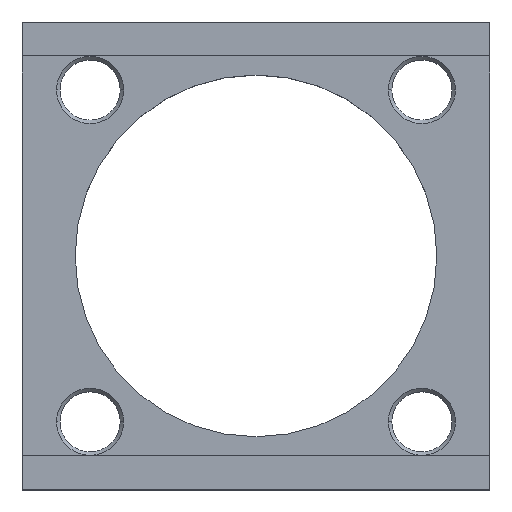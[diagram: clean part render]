
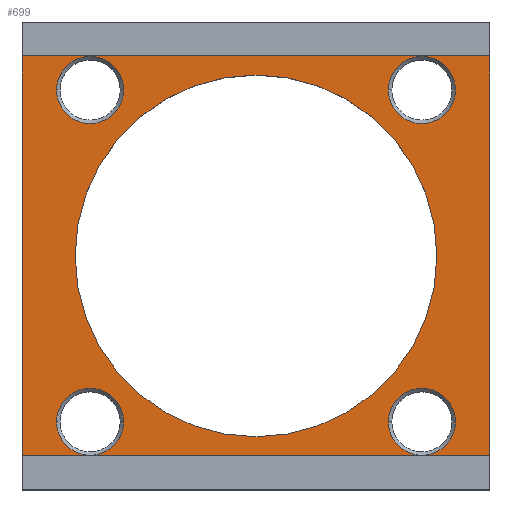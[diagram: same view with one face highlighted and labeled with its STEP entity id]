
A CAD part, top view. The second image highlights one B-rep face of the part: STEP entity #699.
In plain terms, the highlighted planar face has unit normal (0, 0, 1).
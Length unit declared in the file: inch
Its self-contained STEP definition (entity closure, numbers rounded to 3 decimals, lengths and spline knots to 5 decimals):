
#6 = CARTESIAN_POINT ( 'NONE',  ( 1.175, 0.2, 0.25 ) ) ;
#25 = CARTESIAN_POINT ( 'NONE',  ( 0.2, 0.2, 0.25 ) ) ;
#38 = EDGE_CURVE ( 'NONE', #443, #626, #886, .T. ) ;
#46 = EDGE_LOOP ( 'NONE', ( #73, #335 ) ) ;
#47 = ORIENTED_EDGE ( 'NONE', *, *, #89, .F. ) ;
#48 = AXIS2_PLACEMENT_3D ( 'NONE', #86, #689, #254 ) ;
#49 = CARTESIAN_POINT ( 'NONE',  ( 0.6875, 0.6875, 0.25 ) ) ;
#56 = CARTESIAN_POINT ( 'NONE',  ( 0.2985, 0.2, 0.25 ) ) ;
#64 = CIRCLE ( 'NONE', #373, 0.0985 ) ;
#65 = AXIS2_PLACEMENT_3D ( 'NONE', #813, #82, #183 ) ;
#72 = CARTESIAN_POINT ( 'NONE',  ( 1.375, 0.1, 0.25 ) ) ;
#73 = ORIENTED_EDGE ( 'NONE', *, *, #479, .T. ) ;
#82 = DIRECTION ( 'NONE',  ( 0., 0., -1. ) ) ;
#84 = CIRCLE ( 'NONE', #904, 0.0985 ) ;
#86 = CARTESIAN_POINT ( 'NONE',  ( 1.175, 1.175, 0.25 ) ) ;
#89 = EDGE_CURVE ( 'NONE', #264, #804, #272, .T. ) ;
#99 = DIRECTION ( 'NONE',  ( 0., 0., 1. ) ) ;
#102 = EDGE_CURVE ( 'NONE', #579, #365, #521, .T. ) ;
#106 = VECTOR ( 'NONE', #658, 39.37008 ) ;
#112 = CARTESIAN_POINT ( 'NONE',  ( 1.2735, 0.2, 0.25 ) ) ;
#111 = FACE_BOUND ( 'NONE', #303, .T. ) ;
#119 = DIRECTION ( 'NONE',  ( 0., 0., -1. ) ) ;
#123 = ORIENTED_EDGE ( 'NONE', *, *, #102, .T. ) ;
#131 = CARTESIAN_POINT ( 'NONE',  ( 0.1015, 0.2, 0.25 ) ) ;
#135 = CARTESIAN_POINT ( 'NONE',  ( 1.375, 1.275, 0.25 ) ) ;
#142 = AXIS2_PLACEMENT_3D ( 'NONE', #25, #755, #465 ) ;
#156 = ORIENTED_EDGE ( 'NONE', *, *, #701, .F. ) ;
#162 = FACE_BOUND ( 'NONE', #350, .T. ) ;
#169 = DIRECTION ( 'NONE',  ( -1., 0., 0. ) ) ;
#170 = EDGE_LOOP ( 'NONE', ( #459, #389 ) ) ;
#181 = AXIS2_PLACEMENT_3D ( 'NONE', #49, #567, #645 ) ;
#183 = DIRECTION ( 'NONE',  ( 0., 1., 0. ) ) ;
#185 = VERTEX_POINT ( 'NONE', #808 ) ;
#189 = FACE_OUTER_BOUND ( 'NONE', #310, .T. ) ;
#198 = VECTOR ( 'NONE', #669, 39.37008 ) ;
#207 = DIRECTION ( 'NONE',  ( 0., 1., 0. ) ) ;
#209 = CARTESIAN_POINT ( 'NONE',  ( 0.2, 0.2, 0.25 ) ) ;
#213 = VERTEX_POINT ( 'NONE', #577 ) ;
#217 = CARTESIAN_POINT ( 'NONE',  ( 0., 0.1, 0.25 ) ) ;
#226 = VERTEX_POINT ( 'NONE', #131 ) ;
#239 = DIRECTION ( 'NONE',  ( 0., -1., 0. ) ) ;
#246 = EDGE_CURVE ( 'NONE', #365, #579, #84, .T. ) ;
#254 = DIRECTION ( 'NONE',  ( 0., 1., 0. ) ) ;
#255 = CARTESIAN_POINT ( 'NONE',  ( 0.2985, 1.175, 0.25 ) ) ;
#264 = VERTEX_POINT ( 'NONE', #514 ) ;
#272 = CIRCLE ( 'NONE', #181, 0.5315 ) ;
#284 = PLANE ( 'NONE',  #795 ) ;
#287 = EDGE_CURVE ( 'NONE', #185, #706, #742, .T. ) ;
#290 = ORIENTED_EDGE ( 'NONE', *, *, #937, .F. ) ;
#298 = DIRECTION ( 'NONE',  ( 0., 0., -1. ) ) ;
#299 = EDGE_CURVE ( 'NONE', #213, #706, #568, .T. ) ;
#303 = EDGE_LOOP ( 'NONE', ( #290, #47 ) ) ;
#310 = EDGE_LOOP ( 'NONE', ( #716, #820, #156, #599 ) ) ;
#313 = CARTESIAN_POINT ( 'NONE',  ( 1.0765, 0.2, 0.25 ) ) ;
#314 = VERTEX_POINT ( 'NONE', #671 ) ;
#329 = DIRECTION ( 'NONE',  ( 0., 0., -1. ) ) ;
#335 = ORIENTED_EDGE ( 'NONE', *, *, #876, .T. ) ;
#340 = CARTESIAN_POINT ( 'NONE',  ( 0.1015, 1.175, 0.25 ) ) ;
#344 = AXIS2_PLACEMENT_3D ( 'NONE', #480, #99, #746 ) ;
#346 = CARTESIAN_POINT ( 'NONE',  ( 1.219, 0.6875, 0.25 ) ) ;
#350 = EDGE_LOOP ( 'NONE', ( #123, #610 ) ) ;
#363 = DIRECTION ( 'NONE',  ( 0., 0., -1. ) ) ;
#365 = VERTEX_POINT ( 'NONE', #340 ) ;
#373 = AXIS2_PLACEMENT_3D ( 'NONE', #209, #650, #708 ) ;
#389 = ORIENTED_EDGE ( 'NONE', *, *, #38, .T. ) ;
#395 = CIRCLE ( 'NONE', #48, 0.0985 ) ;
#436 = EDGE_CURVE ( 'NONE', #314, #213, #463, .T. ) ;
#443 = VERTEX_POINT ( 'NONE', #313 ) ;
#446 = CARTESIAN_POINT ( 'NONE',  ( 1.375, 1.275, 0.25 ) ) ;
#454 = DIRECTION ( 'NONE',  ( 0., 1., 0. ) ) ;
#459 = ORIENTED_EDGE ( 'NONE', *, *, #799, .T. ) ;
#463 = LINE ( 'NONE', #817, #792 ) ;
#465 = DIRECTION ( 'NONE',  ( 0., 1., 0. ) ) ;
#466 = AXIS2_PLACEMENT_3D ( 'NONE', #826, #329, #899 ) ;
#479 = EDGE_CURVE ( 'NONE', #617, #587, #395, .T. ) ;
#480 = CARTESIAN_POINT ( 'NONE',  ( 0.6875, 0.6875, 0.25 ) ) ;
#497 = CARTESIAN_POINT ( 'NONE',  ( 1.2735, 1.175, 0.25 ) ) ;
#514 = CARTESIAN_POINT ( 'NONE',  ( 0.156, 0.6875, 0.25 ) ) ;
#521 = CIRCLE ( 'NONE', #551, 0.0985 ) ;
#541 = ORIENTED_EDGE ( 'NONE', *, *, #653, .T. ) ;
#548 = VECTOR ( 'NONE', #239, 39.37008 ) ;
#551 = AXIS2_PLACEMENT_3D ( 'NONE', #573, #119, #207 ) ;
#561 = FACE_BOUND ( 'NONE', #46, .T. ) ;
#567 = DIRECTION ( 'NONE',  ( 0., 0., 1. ) ) ;
#568 = LINE ( 'NONE', #606, #548 ) ;
#573 = CARTESIAN_POINT ( 'NONE',  ( 0.2, 1.175, 0.25 ) ) ;
#577 = CARTESIAN_POINT ( 'NONE',  ( 0., 1.275, 0.25 ) ) ;
#579 = VERTEX_POINT ( 'NONE', #255 ) ;
#587 = VERTEX_POINT ( 'NONE', #764 ) ;
#595 = CIRCLE ( 'NONE', #142, 0.0985 ) ;
#599 = ORIENTED_EDGE ( 'NONE', *, *, #436, .T. ) ;
#606 = CARTESIAN_POINT ( 'NONE',  ( 0., 1.275, 0.25 ) ) ;
#610 = ORIENTED_EDGE ( 'NONE', *, *, #246, .T. ) ;
#617 = VERTEX_POINT ( 'NONE', #497 ) ;
#626 = VERTEX_POINT ( 'NONE', #112 ) ;
#645 = DIRECTION ( 'NONE',  ( 1., 0., 0. ) ) ;
#650 = DIRECTION ( 'NONE',  ( 0., 0., -1. ) ) ;
#653 = EDGE_CURVE ( 'NONE', #226, #684, #64, .T. ) ;
#658 = DIRECTION ( 'NONE',  ( 0., -1., 0. ) ) ;
#668 = EDGE_LOOP ( 'NONE', ( #922, #541 ) ) ;
#669 = DIRECTION ( 'NONE',  ( -1., 0., 0. ) ) ;
#671 = CARTESIAN_POINT ( 'NONE',  ( 1.375, 1.275, 0.25 ) ) ;
#684 = VERTEX_POINT ( 'NONE', #56 ) ;
#689 = DIRECTION ( 'NONE',  ( 0., 0., -1. ) ) ;
#699 = ADVANCED_FACE ( 'NONE', ( #811, #894, #561, #162, #111, #189 ), #284, .F. ) ;
#701 = EDGE_CURVE ( 'NONE', #314, #185, #883, .T. ) ;
#706 = VERTEX_POINT ( 'NONE', #217 ) ;
#708 = DIRECTION ( 'NONE',  ( 0., 1., 0. ) ) ;
#716 = ORIENTED_EDGE ( 'NONE', *, *, #299, .T. ) ;
#742 = LINE ( 'NONE', #72, #198 ) ;
#746 = DIRECTION ( 'NONE',  ( 1., 0., 0. ) ) ;
#755 = DIRECTION ( 'NONE',  ( 0., 0., -1. ) ) ;
#764 = CARTESIAN_POINT ( 'NONE',  ( 1.0765, 1.175, 0.25 ) ) ;
#790 = DIRECTION ( 'NONE',  ( 0., 1., 0. ) ) ;
#792 = VECTOR ( 'NONE', #169, 39.37008 ) ;
#795 = AXIS2_PLACEMENT_3D ( 'NONE', #446, #856, #790 ) ;
#799 = EDGE_CURVE ( 'NONE', #626, #443, #918, .T. ) ;
#804 = VERTEX_POINT ( 'NONE', #346 ) ;
#808 = CARTESIAN_POINT ( 'NONE',  ( 1.375, 0.1, 0.25 ) ) ;
#811 = FACE_BOUND ( 'NONE', #668, .T. ) ;
#813 = CARTESIAN_POINT ( 'NONE',  ( 1.175, 1.175, 0.25 ) ) ;
#814 = EDGE_CURVE ( 'NONE', #684, #226, #595, .T. ) ;
#817 = CARTESIAN_POINT ( 'NONE',  ( 1.375, 1.275, 0.25 ) ) ;
#820 = ORIENTED_EDGE ( 'NONE', *, *, #287, .F. ) ;
#826 = CARTESIAN_POINT ( 'NONE',  ( 1.175, 0.2, 0.25 ) ) ;
#856 = DIRECTION ( 'NONE',  ( 0., 0., -1. ) ) ;
#857 = CARTESIAN_POINT ( 'NONE',  ( 0.2, 1.175, 0.25 ) ) ;
#867 = CIRCLE ( 'NONE', #344, 0.5315 ) ;
#876 = EDGE_CURVE ( 'NONE', #587, #617, #919, .T. ) ;
#883 = LINE ( 'NONE', #135, #106 ) ;
#886 = CIRCLE ( 'NONE', #466, 0.0985 ) ;
#894 = FACE_BOUND ( 'NONE', #170, .T. ) ;
#899 = DIRECTION ( 'NONE',  ( 0., 1., 0. ) ) ;
#904 = AXIS2_PLACEMENT_3D ( 'NONE', #857, #363, #454 ) ;
#908 = DIRECTION ( 'NONE',  ( 0., 1., 0. ) ) ;
#918 = CIRCLE ( 'NONE', #942, 0.0985 ) ;
#919 = CIRCLE ( 'NONE', #65, 0.0985 ) ;
#922 = ORIENTED_EDGE ( 'NONE', *, *, #814, .T. ) ;
#937 = EDGE_CURVE ( 'NONE', #804, #264, #867, .T. ) ;
#942 = AXIS2_PLACEMENT_3D ( 'NONE', #6, #298, #908 ) ;
